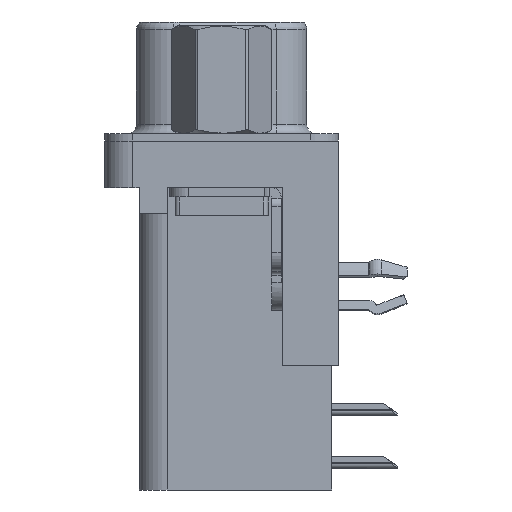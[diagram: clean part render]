
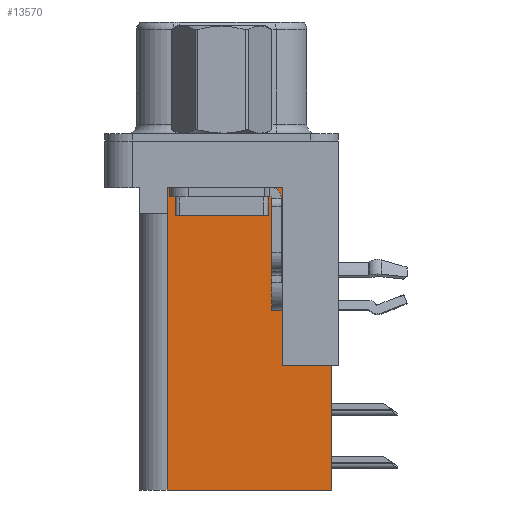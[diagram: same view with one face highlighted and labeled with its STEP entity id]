
A CAD part, left-side view. The second image highlights one B-rep face of the part: STEP entity #13570.
In plain terms, the highlighted planar face has unit normal (-1, 0, 0).
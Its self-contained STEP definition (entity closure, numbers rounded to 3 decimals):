
#28 = LINE ( 'NONE', #472, #23273 ) ;
#472 = CARTESIAN_POINT ( 'NONE',  ( 3.7, 2.895, -3.9 ) ) ;
#1228 = LINE ( 'NONE', #13856, #12382 ) ;
#1479 = ORIENTED_EDGE ( 'NONE', *, *, #10529, .F. ) ;
#1570 = CARTESIAN_POINT ( 'NONE',  ( 3.7, -3.295, -18.76 ) ) ;
#2727 = CARTESIAN_POINT ( 'NONE',  ( 3.7, -3.295, -18.76 ) ) ;
#2914 = DIRECTION ( 'NONE',  ( 0., 0., -1. ) ) ;
#3362 = ORIENTED_EDGE ( 'NONE', *, *, #16612, .T. ) ;
#3788 = PLANE ( 'NONE',  #10264 ) ;
#3884 = VECTOR ( 'NONE', #23409, 1000. ) ;
#4141 = ORIENTED_EDGE ( 'NONE', *, *, #11726, .T. ) ;
#4312 = LINE ( 'NONE', #9600, #27665 ) ;
#4732 = VECTOR ( 'NONE', #20751, 1000. ) ;
#6039 = DIRECTION ( 'NONE',  ( 0., 1., 0. ) ) ;
#6240 = CARTESIAN_POINT ( 'NONE',  ( 3.7, 2.895, -2.5 ) ) ;
#6796 = CARTESIAN_POINT ( 'NONE',  ( 3.7, -5.925, -12.05 ) ) ;
#8960 = LINE ( 'NONE', #16363, #20293 ) ;
#9559 = CARTESIAN_POINT ( 'NONE',  ( 3.7, -5.925, -2. ) ) ;
#9600 = CARTESIAN_POINT ( 'NONE',  ( 3.7, -6.295, -12.05 ) ) ;
#9631 = DIRECTION ( 'NONE',  ( 0., 0., 1. ) ) ;
#9853 = CARTESIAN_POINT ( 'NONE',  ( 3.7, 0., -3.9 ) ) ;
#9968 = VERTEX_POINT ( 'NONE', #23908 ) ;
#10264 = AXIS2_PLACEMENT_3D ( 'NONE', #1570, #19531, #6039 ) ;
#10424 = FACE_OUTER_BOUND ( 'NONE', #28428, .T. ) ;
#10529 = EDGE_CURVE ( 'NONE', #12173, #15301, #15929, .T. ) ;
#11726 = EDGE_CURVE ( 'NONE', #9968, #26604, #20480, .T. ) ;
#12173 = VERTEX_POINT ( 'NONE', #6796 ) ;
#12176 = CARTESIAN_POINT ( 'NONE',  ( 3.7, -3.295, -2.5 ) ) ;
#12382 = VECTOR ( 'NONE', #13948, 1000. ) ;
#12562 = EDGE_CURVE ( 'NONE', #15301, #28332, #16199, .T. ) ;
#13570 = ADVANCED_FACE ( 'NONE', ( #10424 ), #3788, .F. ) ;
#13856 = CARTESIAN_POINT ( 'NONE',  ( 3.7, -3.295, -2.5 ) ) ;
#13948 = DIRECTION ( 'NONE',  ( 0., 1., 0. ) ) ;
#15207 = VECTOR ( 'NONE', #2914, 1000. ) ;
#15301 = VERTEX_POINT ( 'NONE', #24610 ) ;
#15471 = VECTOR ( 'NONE', #26464, 1000. ) ;
#15483 = EDGE_CURVE ( 'NONE', #28245, #27284, #22757, .T. ) ;
#15832 = ORIENTED_EDGE ( 'NONE', *, *, #16091, .T. ) ;
#15929 = LINE ( 'NONE', #9559, #15207 ) ;
#16091 = EDGE_CURVE ( 'NONE', #27284, #16846, #1228, .T. ) ;
#16199 = LINE ( 'NONE', #24144, #15471 ) ;
#16363 = CARTESIAN_POINT ( 'NONE',  ( 3.7, 2.925, -18.76 ) ) ;
#16612 = EDGE_CURVE ( 'NONE', #12173, #28245, #4312, .T. ) ;
#16846 = VERTEX_POINT ( 'NONE', #6240 ) ;
#18101 = EDGE_CURVE ( 'NONE', #16846, #9968, #28, .T. ) ;
#19145 = CARTESIAN_POINT ( 'NONE',  ( 3.7, 2.925, -18.76 ) ) ;
#19531 = DIRECTION ( 'NONE',  ( 1., 0., 0. ) ) ;
#20293 = VECTOR ( 'NONE', #9631, 1000. ) ;
#20480 = LINE ( 'NONE', #9853, #3884 ) ;
#20714 = ORIENTED_EDGE ( 'NONE', *, *, #23757, .F. ) ;
#20728 = DIRECTION ( 'NONE',  ( 0., 0., -1. ) ) ;
#20751 = DIRECTION ( 'NONE',  ( 0., 0., 1. ) ) ;
#21184 = CARTESIAN_POINT ( 'NONE',  ( 3.7, -3.295, -12.05 ) ) ;
#22757 = LINE ( 'NONE', #2727, #4732 ) ;
#23160 = DIRECTION ( 'NONE',  ( 0., 1., 0. ) ) ;
#23273 = VECTOR ( 'NONE', #20728, 1000. ) ;
#23409 = DIRECTION ( 'NONE',  ( 0., 1., 0. ) ) ;
#23757 = EDGE_CURVE ( 'NONE', #28332, #26604, #8960, .T. ) ;
#23763 = ORIENTED_EDGE ( 'NONE', *, *, #18101, .T. ) ;
#23908 = CARTESIAN_POINT ( 'NONE',  ( 3.7, 2.895, -3.9 ) ) ;
#24144 = CARTESIAN_POINT ( 'NONE',  ( 3.7, -3.295, -18.76 ) ) ;
#24610 = CARTESIAN_POINT ( 'NONE',  ( 3.7, -5.925, -18.76 ) ) ;
#24742 = ORIENTED_EDGE ( 'NONE', *, *, #15483, .T. ) ;
#26044 = CARTESIAN_POINT ( 'NONE',  ( 3.7, 2.925, -3.9 ) ) ;
#26464 = DIRECTION ( 'NONE',  ( 0., 1., 0. ) ) ;
#26604 = VERTEX_POINT ( 'NONE', #26044 ) ;
#27284 = VERTEX_POINT ( 'NONE', #12176 ) ;
#27665 = VECTOR ( 'NONE', #23160, 1000. ) ;
#28185 = ORIENTED_EDGE ( 'NONE', *, *, #12562, .F. ) ;
#28245 = VERTEX_POINT ( 'NONE', #21184 ) ;
#28332 = VERTEX_POINT ( 'NONE', #19145 ) ;
#28428 = EDGE_LOOP ( 'NONE', ( #15832, #23763, #4141, #20714, #28185, #1479, #3362, #24742 ) ) ;
